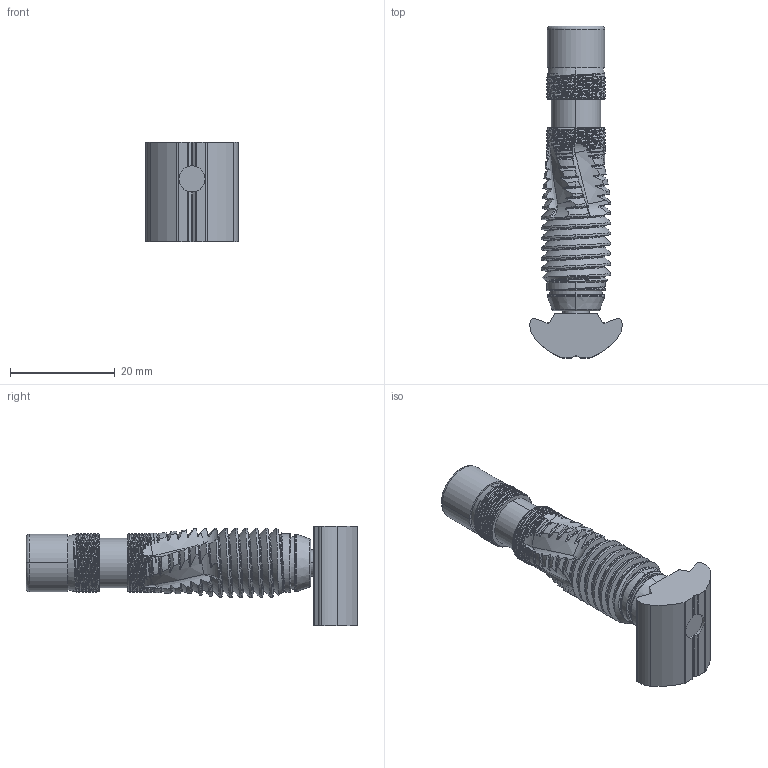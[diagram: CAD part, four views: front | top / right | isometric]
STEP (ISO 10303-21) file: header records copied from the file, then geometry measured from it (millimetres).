
FILE_DESCRIPTION (( 'STEP AP214' ), '1' );
FILE_NAME ('40-6 Std Threaded Insert Kit (40CTI-0410-001-00).STEP', '2023-07-10T13:44:19', ( '' ), ( '' ), 'SwSTEP 2.0', 'SolidWorks 2020', '' );
FILE_SCHEMA (( 'AUTOMOTIVE_DESIGN' ));
Length unit declared in the file: millimetre
Products named in the file (1): 40-6 Std Threaded Insert Kit (40CTI-0410-001-00)
Bounding box: 17.65 x 63.51 x 19 mm (x, y, z)
Volume: 6836.1 mm3; surface area: 5992.9 mm2
Topology: 3 solids, 3 shells, 495 faces, 1387 edges, 907 vertices
Faces by surface type: bspline 222, cylinder 133, plane 64, cone 55, torus 21
Entity records: 258480 total; most frequent: CARTESIAN_POINT 244017, ORIENTED_EDGE 2774, EDGE_CURVE 1387, DIRECTION 1089, VERTEX_POINT 907, B_SPLINE_CURVE_WITH_KNOTS 695, EDGE_LOOP 508, ADVANCED_FACE 495
